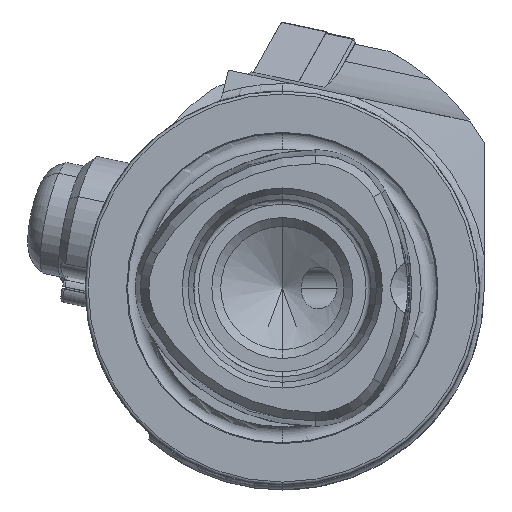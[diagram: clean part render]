
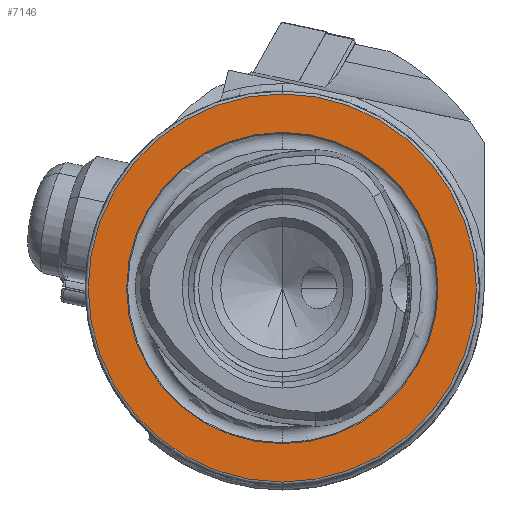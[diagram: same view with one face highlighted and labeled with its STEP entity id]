
A CAD part, left-side view. The second image highlights one B-rep face of the part: STEP entity #7146.
In plain terms, the highlighted planar face has unit normal (-1, 0, 0).
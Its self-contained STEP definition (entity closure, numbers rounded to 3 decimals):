
#576 = AXIS2_PLACEMENT_3D ( 'NONE', #12167, #12163, #12175 ) ;
#579 = AXIS2_PLACEMENT_3D ( 'NONE', #12143, #12142, #12173 ) ;
#1388 = CIRCLE ( 'NONE', #3274, 15.8 ) ;
#1554 = CIRCLE ( 'NONE', #3258, 19.7 ) ;
#2174 = EDGE_LOOP ( 'NONE', ( #5990, #6735 ) ) ;
#2622 = EDGE_LOOP ( 'NONE', ( #5651, #5841 ) ) ;
#2883 = EDGE_CURVE ( 'NONE', #10657, #12735, #7068, .T. ) ;
#2888 = EDGE_CURVE ( 'NONE', #12718, #12760, #6630, .T. ) ;
#3258 = AXIS2_PLACEMENT_3D ( 'NONE', #10181, #10182, #10183 ) ;
#3274 = AXIS2_PLACEMENT_3D ( 'NONE', #10718, #10720, #10721 ) ;
#4212 = AXIS2_PLACEMENT_3D ( 'NONE', #14976, #14981, #14982 ) ;
#4457 = CARTESIAN_POINT ( 'NONE',  ( 0., 0., 15.8 ) ) ;
#5651 = ORIENTED_EDGE ( 'NONE', *, *, #12584, .T. ) ;
#5841 = ORIENTED_EDGE ( 'NONE', *, *, #2888, .T. ) ;
#5990 = ORIENTED_EDGE ( 'NONE', *, *, #2883, .F. ) ;
#6630 = CIRCLE ( 'NONE', #579, 19.7 ) ;
#6735 = ORIENTED_EDGE ( 'NONE', *, *, #13039, .F. ) ;
#7068 = CIRCLE ( 'NONE', #576, 15.8 ) ;
#7146 = ADVANCED_FACE ( 'NONE', ( #11884, #11851 ), #14979, .F. ) ;
#10181 = CARTESIAN_POINT ( 'NONE',  ( 0., 0., 0. ) ) ;
#10182 = DIRECTION ( 'NONE',  ( -1., 0., 0. ) ) ;
#10183 = DIRECTION ( 'NONE',  ( 0., 0., 1. ) ) ;
#10339 = CARTESIAN_POINT ( 'NONE',  ( 0., 0., -19.7 ) ) ;
#10360 = CARTESIAN_POINT ( 'NONE',  ( 0., 0., -15.8 ) ) ;
#10380 = CARTESIAN_POINT ( 'NONE',  ( 0., 0., 19.7 ) ) ;
#10657 = VERTEX_POINT ( 'NONE', #4457 ) ;
#10718 = CARTESIAN_POINT ( 'NONE',  ( 0., 0., 0. ) ) ;
#10720 = DIRECTION ( 'NONE',  ( -1., 0., 0. ) ) ;
#10721 = DIRECTION ( 'NONE',  ( 0., 0., 1. ) ) ;
#11851 = FACE_OUTER_BOUND ( 'NONE', #2622, .T. ) ;
#11884 = FACE_BOUND ( 'NONE', #2174, .T. ) ;
#12142 = DIRECTION ( 'NONE',  ( -1., 0., 0. ) ) ;
#12143 = CARTESIAN_POINT ( 'NONE',  ( 0., 0., 0. ) ) ;
#12163 = DIRECTION ( 'NONE',  ( -1., 0., 0. ) ) ;
#12167 = CARTESIAN_POINT ( 'NONE',  ( 0., 0., 0. ) ) ;
#12173 = DIRECTION ( 'NONE',  ( 0., 0., 1. ) ) ;
#12175 = DIRECTION ( 'NONE',  ( 0., 0., 1. ) ) ;
#12584 = EDGE_CURVE ( 'NONE', #12760, #12718, #1554, .T. ) ;
#12718 = VERTEX_POINT ( 'NONE', #10339 ) ;
#12735 = VERTEX_POINT ( 'NONE', #10360 ) ;
#12760 = VERTEX_POINT ( 'NONE', #10380 ) ;
#13039 = EDGE_CURVE ( 'NONE', #12735, #10657, #1388, .T. ) ;
#14976 = CARTESIAN_POINT ( 'NONE',  ( 0., 15.8, 0. ) ) ;
#14979 = PLANE ( 'NONE',  #4212 ) ;
#14981 = DIRECTION ( 'NONE',  ( 1., 0., 0. ) ) ;
#14982 = DIRECTION ( 'NONE',  ( 0., 0., -1. ) ) ;
